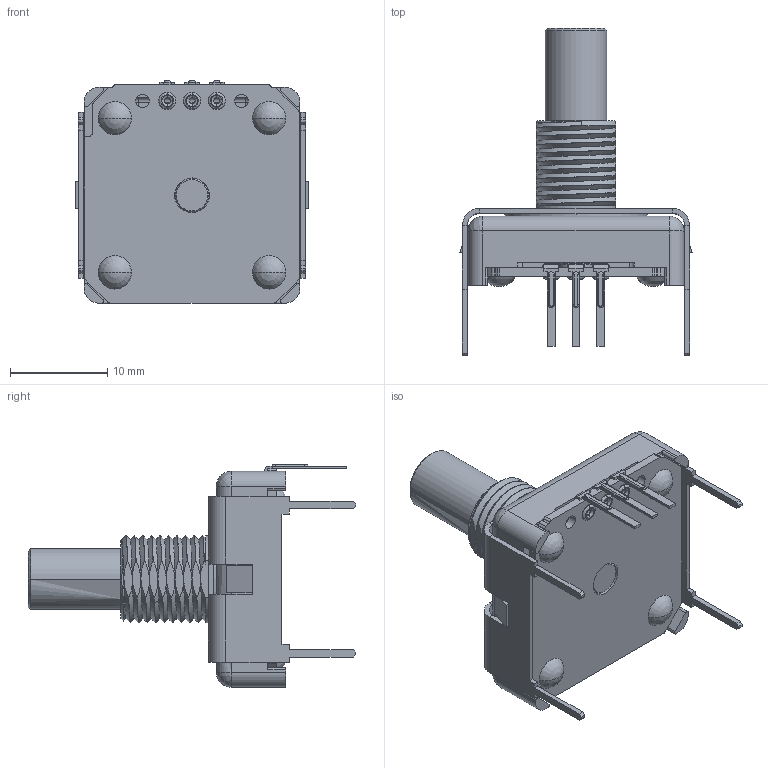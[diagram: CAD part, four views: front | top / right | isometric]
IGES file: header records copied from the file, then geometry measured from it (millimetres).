
Start section:  PTC IGES file: pcl1d-c24-bab103l.igs
Global section: file name: pcl1d-c24-bab103l.igs; native system: Pro/ENGINEER by Parametric Technology Corporation; preprocessor: 2010100; author: RICKB; organization: Unknown; date: 20111122.102905; units: inch
Bounding box: 23.88 x 33.69 x 22.87 mm (x, y, z)
Volume: 3260 mm3; surface area: 5204.4 mm2
Topology: 2 solids, 7 shells, 527 faces, 1330 edges, 827 vertices
Faces by surface type: bspline 282, revolution 245
